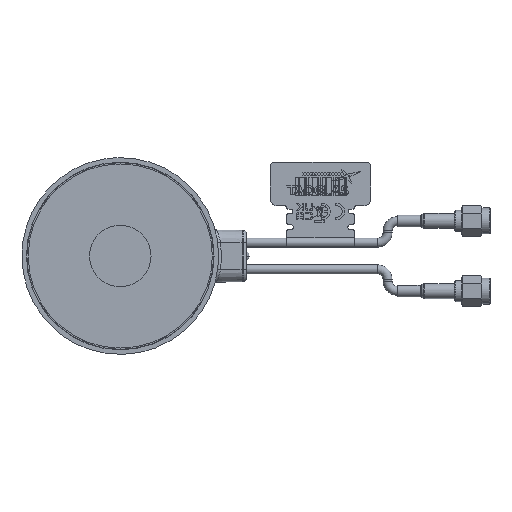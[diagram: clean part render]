
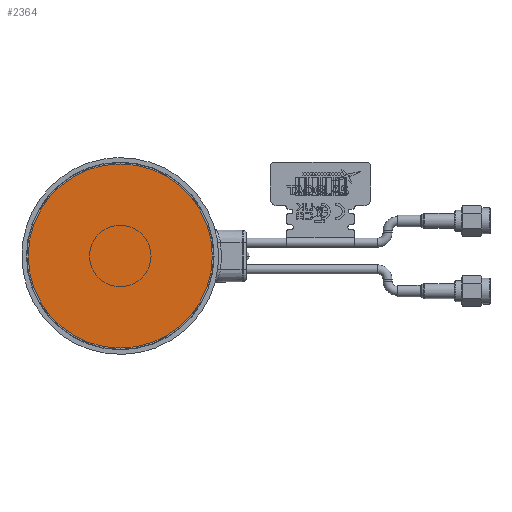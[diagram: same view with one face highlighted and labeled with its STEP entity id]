
A CAD part, front view. The second image highlights one B-rep face of the part: STEP entity #2364.
In plain terms, the highlighted planar face has unit normal (0, -1, 0).
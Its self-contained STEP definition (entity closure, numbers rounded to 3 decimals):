
#920 = EDGE_CURVE ( 'NONE', #15153, #3429, #26186, .T. ) ;
#2364 = ADVANCED_FACE ( 'NONE', ( #17933 ), #2708, .T. ) ;
#2708 = PLANE ( 'NONE',  #21447 ) ;
#2866 = CARTESIAN_POINT ( 'NONE',  ( 0., -5.1, 0. ) ) ;
#3189 = ORIENTED_EDGE ( 'NONE', *, *, #30362, .T. ) ;
#3429 = VERTEX_POINT ( 'NONE', #16849 ) ;
#5169 = DIRECTION ( 'NONE',  ( 0., 0., -1. ) ) ;
#7713 = DIRECTION ( 'NONE',  ( 0., -1., 0. ) ) ;
#10220 = CARTESIAN_POINT ( 'NONE',  ( 0., -5.1, 0. ) ) ;
#12711 = DIRECTION ( 'NONE',  ( 0., 0., -1. ) ) ;
#12892 = DIRECTION ( 'NONE',  ( 0., -1., 0. ) ) ;
#15153 = VERTEX_POINT ( 'NONE', #15803 ) ;
#15803 = CARTESIAN_POINT ( 'NONE',  ( 0., -5.1, -27.6 ) ) ;
#16849 = CARTESIAN_POINT ( 'NONE',  ( 0., -5.1, 27.6 ) ) ;
#17610 = DIRECTION ( 'NONE',  ( 0., -1., 0. ) ) ;
#17933 = FACE_OUTER_BOUND ( 'NONE', #20251, .T. ) ;
#18688 = AXIS2_PLACEMENT_3D ( 'NONE', #10220, #7713, #5169 ) ;
#20251 = EDGE_LOOP ( 'NONE', ( #3189, #20987 ) ) ;
#20987 = ORIENTED_EDGE ( 'NONE', *, *, #920, .T. ) ;
#21447 = AXIS2_PLACEMENT_3D ( 'NONE', #2866, #17610, #22942 ) ;
#22942 = DIRECTION ( 'NONE',  ( 0., 0., -1. ) ) ;
#25909 = CARTESIAN_POINT ( 'NONE',  ( 0., -5.1, 0. ) ) ;
#26186 = CIRCLE ( 'NONE', #18688, 27.6 ) ;
#26684 = CIRCLE ( 'NONE', #30965, 27.6 ) ;
#30362 = EDGE_CURVE ( 'NONE', #3429, #15153, #26684, .T. ) ;
#30965 = AXIS2_PLACEMENT_3D ( 'NONE', #25909, #12892, #12711 ) ;
